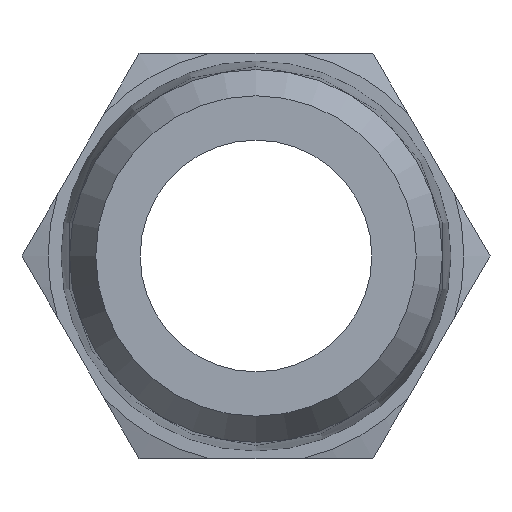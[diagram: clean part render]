
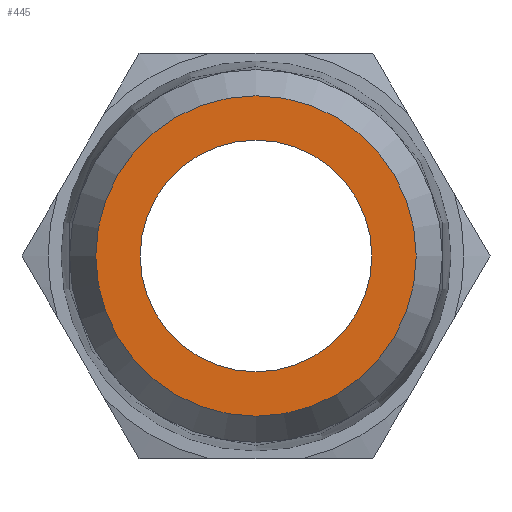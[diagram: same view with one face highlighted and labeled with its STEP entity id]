
A CAD part, front view. The second image highlights one B-rep face of the part: STEP entity #445.
In plain terms, the highlighted planar face has unit normal (0, -1, 0).
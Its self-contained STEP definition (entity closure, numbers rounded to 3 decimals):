
#65=PLANE('',#495);
#77=CIRCLE('',#496,4.);
#78=CIRCLE('',#497,5.535);
#172=ORIENTED_EDGE('',*,*,#263,.F.);
#173=ORIENTED_EDGE('',*,*,#264,.T.);
#263=EDGE_CURVE('',#313,#313,#77,.T.);
#264=EDGE_CURVE('',#314,#314,#78,.T.);
#313=VERTEX_POINT('',#813);
#314=VERTEX_POINT('',#815);
#361=EDGE_LOOP('',(#172));
#362=EDGE_LOOP('',(#173));
#397=FACE_BOUND('',#361,.T.);
#398=FACE_BOUND('',#362,.T.);
#445=ADVANCED_FACE('',(#397,#398),#65,.F.);
#495=AXIS2_PLACEMENT_3D('',#811,#588,#589);
#496=AXIS2_PLACEMENT_3D('',#812,#590,#591);
#497=AXIS2_PLACEMENT_3D('',#814,#592,#593);
#588=DIRECTION('',(0.,1.,0.));
#589=DIRECTION('',(0.,0.,1.));
#590=DIRECTION('',(0.,-1.,0.));
#591=DIRECTION('',(0.,0.,-1.));
#592=DIRECTION('',(0.,-1.,0.));
#593=DIRECTION('',(0.,0.,-1.));
#811=CARTESIAN_POINT('',(5.535,0.,0.));
#812=CARTESIAN_POINT('',(0.,0.,0.));
#813=CARTESIAN_POINT('',(0.,0.,-4.));
#814=CARTESIAN_POINT('',(0.,0.,0.));
#815=CARTESIAN_POINT('',(0.,0.,-5.535));
